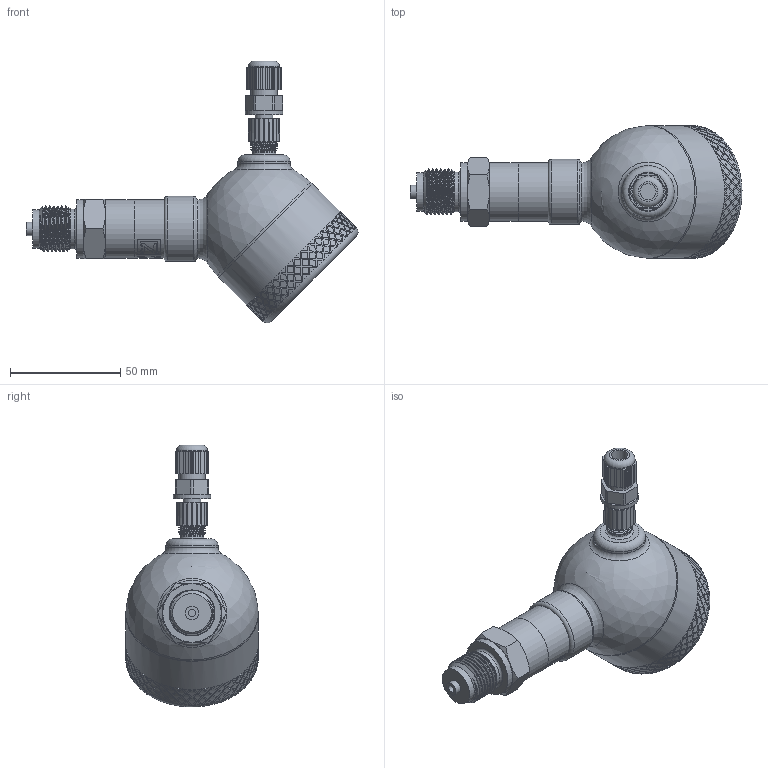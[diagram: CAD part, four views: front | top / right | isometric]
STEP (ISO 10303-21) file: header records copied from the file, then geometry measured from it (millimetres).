
FILE_DESCRIPTION(/* description */ (''),/* implementation_level */ '2;1');
FILE_NAME(/* name */ 'APZ3420FH_7_M12x1-angstraightsplay.step',/* time_stamp */ '2021-06-30T14:46:08+03:00',/* author */ (''),/* organization */ (''),/* preprocessor_version */ 'ST-DEVELOPER v18.1',/* originating_system */ 'Autodesk Translation Framework v10.9.0.1377',/* authorisation */ '');
FILE_SCHEMA (('AUTOMOTIVE_DESIGN { 1 0 10303 214 3 1 1 }'));
Length unit declared in the file: millimetre
Products named in the file (8): Полевой корпус 
3420 3421 3230 заполненный; G 1\2 EN; FieldHousing Assembly v16; main body; Дисплей; Крышка для 
дисплея; Адаптер М12х1; M12x1 female straight v9
Assembly tree (7 placements, depth 3):
  Полевой корпус 
3420 3421 3230 заполненный
    G 1\2 EN
    FieldHousing Assembly v16
      main body
      Дисплей
      Крышка для 
дисплея
      Адаптер М12х1
      M12x1 female straight v9
Bounding box: 150.38 x 60.1 x 118.64 mm (x, y, z)
Volume: 179301.1 mm3; surface area: 51960 mm2
Topology: 15 solids, 15 shells, 1721 faces, 4372 edges, 2887 vertices
Faces by surface type: bspline 958, plane 370, cylinder 323, cone 47, torus 20, sphere 3
Full cylindrical faces by diameter (mm): 1 x4, 3.3 x1, 5 x4, 6 x1, 7.3 x1, 8 x3, 9.3 x1, 10.293 x1, 10.5 x2, 10.741 x7, 11.884 x6, 12 x1, 14 x1, 17 x1, 17.5 x1, 18 x1, 18.631 x7, 19.7 x1, 21.6 x1, 22.4 x1, 23.6 x1, 24.5 x2, 26.5 x2, 29.5 x1, 41 x3, 46 x2, 52.5 x1, 57.2 x1, 60 x2
Entity records: 71430 total; most frequent: CARTESIAN_POINT 37306, ORIENTED_EDGE 8742, EDGE_CURVE 4371, DIRECTION 3757, VERTEX_POINT 2887, B_SPLINE_CURVE_WITH_KNOTS 2702, EDGE_LOOP 1964, FACE_OUTER_BOUND 1721
